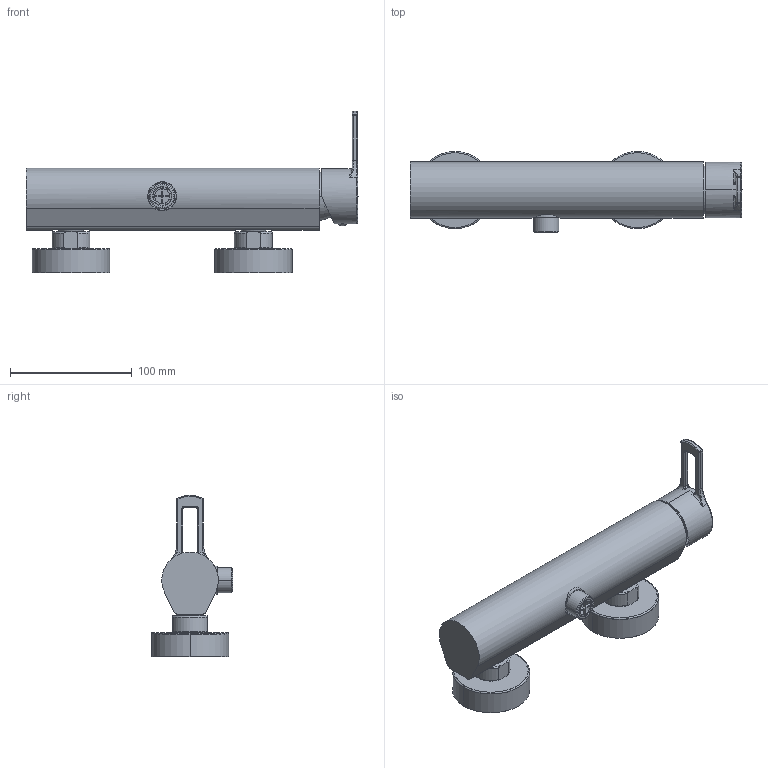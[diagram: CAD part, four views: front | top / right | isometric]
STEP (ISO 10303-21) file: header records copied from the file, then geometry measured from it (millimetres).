
FILE_DESCRIPTION((''),'2;1');
FILE_NAME('RIN168CR','2021-04-29T10:43:53',('ut3'),('PAFFONI SpA'),'CREO PARAMETRIC BY PTC INC, 2020044','CREO PARAMETRIC BY PTC INC, 2020044','');
FILE_SCHEMA(('CONFIG_CONTROL_DESIGN','SHAPE_APPEARANCE_LAYERS_GROUPS'));
Products named in the file (1): RIN168CR
Bounding box: 273 x 66.7 x 132.95 mm (x, y, z)
Volume: 267841.8 mm3; surface area: 164628.9 mm2
Topology: 2 solids, 2 shells, 1558 faces, 3964 edges, 2443 vertices
Faces by surface type: plane 741, cylinder 428, torus 153, cone 126, bspline 68, sphere 42
Entity records: 69225 total; most frequent: CARTESIAN_POINT 21120, ORIENTED_EDGE 7900, DIRECTION 7595, EDGE_CURVE 3950, AXIS2_PLACEMENT_3D 2796, VERTEX_POINT 2443, VECTOR 2003, LINE 2003
